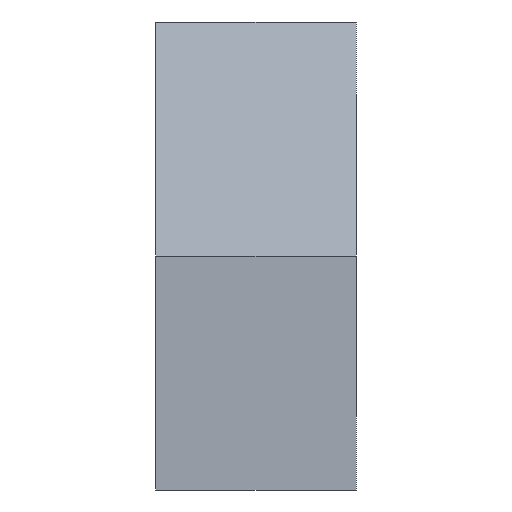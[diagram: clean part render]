
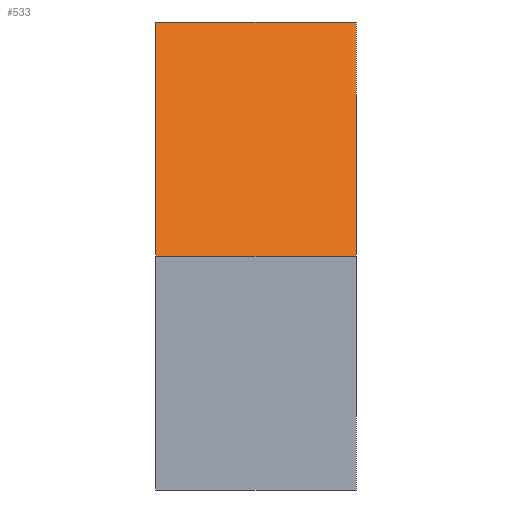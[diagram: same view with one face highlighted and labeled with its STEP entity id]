
A CAD part, front view. The second image highlights one B-rep face of the part: STEP entity #533.
In plain terms, the highlighted planar face has unit normal (0, -0.707, 0.707).
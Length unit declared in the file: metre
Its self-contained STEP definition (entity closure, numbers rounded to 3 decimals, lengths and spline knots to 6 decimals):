
#24=ORIENTED_EDGE('',*,*,#170,.T.);
#25=ORIENTED_EDGE('',*,*,#169,.F.);
#26=ORIENTED_EDGE('',*,*,#171,.T.);
#27=ORIENTED_EDGE('',*,*,#172,.T.);
#169=EDGE_CURVE('',#241,#240,#287,.T.);
#170=EDGE_CURVE('',#242,#240,#288,.T.);
#171=EDGE_CURVE('',#241,#243,#289,.T.);
#172=EDGE_CURVE('',#243,#242,#290,.T.);
#240=VERTEX_POINT('',#765);
#241=VERTEX_POINT('',#767);
#242=VERTEX_POINT('',#771);
#243=VERTEX_POINT('',#773);
#287=LINE('',#768,#361);
#288=LINE('',#770,#362);
#289=LINE('',#772,#363);
#290=LINE('',#774,#364);
#361=VECTOR('',#624,1.);
#362=VECTOR('',#627,1.);
#363=VECTOR('',#628,1.);
#364=VECTOR('',#629,1.);
#429=EDGE_LOOP('',(#24,#25,#26,#27));
#465=FACE_BOUND('',#429,.T.);
#501=PLANE('',#578);
#533=ADVANCED_FACE('',(#465),#501,.T.);
#578=AXIS2_PLACEMENT_3D('',#769,#625,#626);
#624=DIRECTION('',(1.,0.,0.));
#625=DIRECTION('',(0.,-0.707,0.707));
#626=DIRECTION('',(1.,0.,0.));
#627=DIRECTION('',(0.,0.707,0.707));
#628=DIRECTION('',(0.,-0.707,-0.707));
#629=DIRECTION('',(1.,0.,0.));
#765=CARTESIAN_POINT('',(0.03,-0.085,0.0525));
#767=CARTESIAN_POINT('',(0.,-0.085,0.0525));
#768=CARTESIAN_POINT('',(0.,-0.085,0.0525));
#769=CARTESIAN_POINT('',(0.,-0.12,0.0175));
#770=CARTESIAN_POINT('',(0.03,-0.12,0.0175));
#771=CARTESIAN_POINT('',(0.03,-0.12,0.0175));
#772=CARTESIAN_POINT('',(0.,-0.085,0.0525));
#773=CARTESIAN_POINT('',(0.,-0.12,0.0175));
#774=CARTESIAN_POINT('',(0.,-0.12,0.0175));
